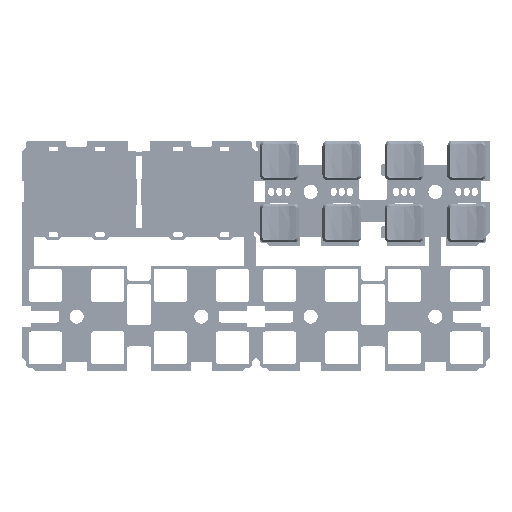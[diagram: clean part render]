
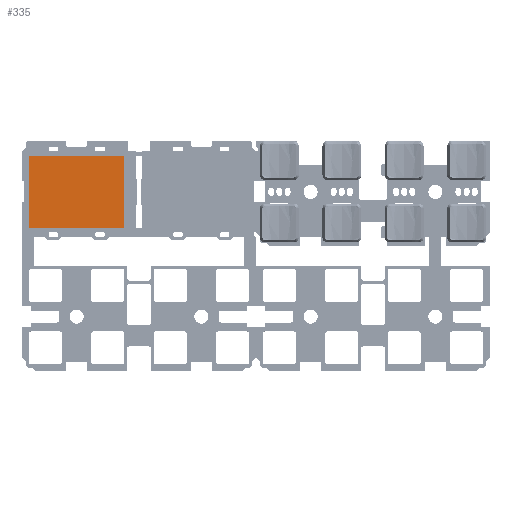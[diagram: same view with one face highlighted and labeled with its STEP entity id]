
A CAD part, top view. The second image highlights one B-rep face of the part: STEP entity #335.
In plain terms, the highlighted planar face has unit normal (0, 0, 1).
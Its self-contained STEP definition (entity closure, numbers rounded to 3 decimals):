
#221 = VERTEX_POINT('',#222);
#222 = CARTESIAN_POINT('',(-20.4,-15.3,1.));
#228 = EDGE_CURVE('',#221,#229,#231,.T.);
#229 = VERTEX_POINT('',#230);
#230 = CARTESIAN_POINT('',(-20.4,15.3,1.));
#231 = LINE('',#232,#233);
#232 = CARTESIAN_POINT('',(-20.4,-15.3,1.));
#233 = VECTOR('',#234,1.);
#234 = DIRECTION('',(0.,1.,0.));
#317 = EDGE_CURVE('',#229,#318,#320,.T.);
#318 = VERTEX_POINT('',#319);
#319 = CARTESIAN_POINT('',(20.4,15.3,1.));
#320 = LINE('',#321,#322);
#321 = CARTESIAN_POINT('',(-20.4,15.3,1.));
#322 = VECTOR('',#323,1.);
#323 = DIRECTION('',(1.,0.,0.));
#335 = ADVANCED_FACE('',(#336),#354,.T.);
#336 = FACE_BOUND('',#337,.F.);
#337 = EDGE_LOOP('',(#338,#339,#340,#348));
#338 = ORIENTED_EDGE('',*,*,#228,.T.);
#339 = ORIENTED_EDGE('',*,*,#317,.T.);
#340 = ORIENTED_EDGE('',*,*,#341,.T.);
#341 = EDGE_CURVE('',#318,#342,#344,.T.);
#342 = VERTEX_POINT('',#343);
#343 = CARTESIAN_POINT('',(20.4,-15.3,1.));
#344 = LINE('',#345,#346);
#345 = CARTESIAN_POINT('',(20.4,15.3,1.));
#346 = VECTOR('',#347,1.);
#347 = DIRECTION('',(0.,-1.,0.));
#348 = ORIENTED_EDGE('',*,*,#349,.T.);
#349 = EDGE_CURVE('',#342,#221,#350,.T.);
#350 = LINE('',#351,#352);
#351 = CARTESIAN_POINT('',(20.4,-15.3,1.));
#352 = VECTOR('',#353,1.);
#353 = DIRECTION('',(-1.,0.,0.));
#354 = PLANE('',#355);
#355 = AXIS2_PLACEMENT_3D('',#356,#357,#358);
#356 = CARTESIAN_POINT('',(0.,0.,1.));
#357 = DIRECTION('',(0.,0.,1.));
#358 = DIRECTION('',(1.,0.,-0.));
